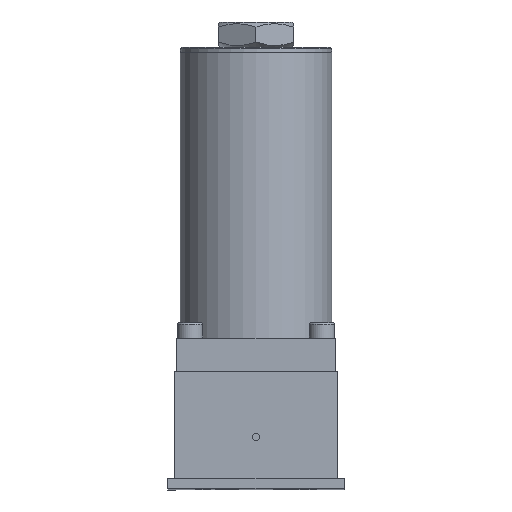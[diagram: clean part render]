
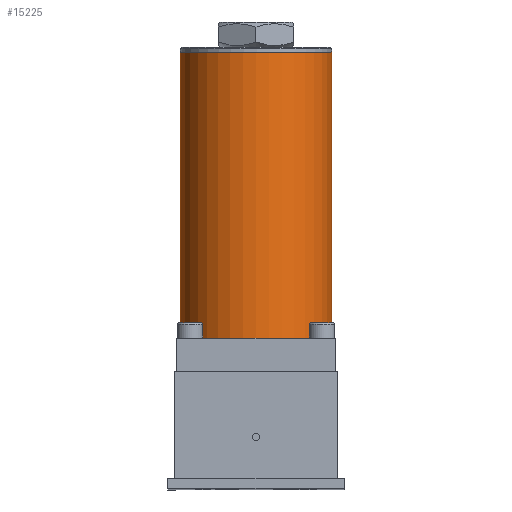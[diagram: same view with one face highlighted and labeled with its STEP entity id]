
A CAD part, top view. The second image highlights one B-rep face of the part: STEP entity #15225.
In plain terms, the highlighted cylindrical face has radius 30.15 mm (diameter 60.3 mm), a full revolution.
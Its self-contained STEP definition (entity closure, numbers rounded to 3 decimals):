
#218=B_SPLINE_CURVE_WITH_KNOTS('',3,(#22745,#22746,#22747,#22748,#22749,
#22750,#22751,#22752,#22753,#22754),.UNSPECIFIED.,.F.,.F.,(4,2,2,2,4),(0.304,
0.382,0.46,0.536,0.611),
 .UNSPECIFIED.);
#219=B_SPLINE_CURVE_WITH_KNOTS('',3,(#22762,#22763,#22764,#22765,#22766,
#22767,#22768,#22769,#22770,#22771),.UNSPECIFIED.,.F.,.F.,(4,2,2,2,4),(0.,
0.076,0.152,0.229,0.307),
 .UNSPECIFIED.);
#220=B_SPLINE_CURVE_WITH_KNOTS('',3,(#22776,#22777,#22778,#22779,#22780,
#22781,#22782,#22783,#22784,#22785),.UNSPECIFIED.,.F.,.F.,(4,2,2,2,4),(0.611,
0.686,0.762,0.84,0.918),
 .UNSPECIFIED.);
#221=B_SPLINE_CURVE_WITH_KNOTS('',3,(#22794,#22795,#22796,#22797,#22798,
#22799,#22800,#22801,#22802,#22803),.UNSPECIFIED.,.F.,.F.,(4,2,2,2,4),(-0.307,
-0.229,-0.151,-0.075,0.),
 .UNSPECIFIED.);
#370=CYLINDRICAL_SURFACE('',#16345,30.15);
#579=FACE_BOUND('',#2774,.T.);
#767=CIRCLE('',#16078,30.15);
#768=CIRCLE('',#16080,30.15);
#905=CIRCLE('',#16343,30.15);
#906=CIRCLE('',#16344,30.15);
#907=CIRCLE('',#16346,30.15);
#1873=FACE_OUTER_BOUND('',#2773,.T.);
#2773=EDGE_LOOP('',(#10460,#10461,#10462,#10463,#10464));
#2774=EDGE_LOOP('',(#10465,#10466,#10467,#10468,#10469,#10470,#10471,#10472));
#3647=LINE('',#22759,#4651);
#3651=LINE('',#22790,#4655);
#3805=LINE('',#23520,#4809);
#4651=VECTOR('',#18040,10.);
#4655=VECTOR('',#18050,10.);
#4809=VECTOR('',#18746,30.15);
#5946=VERTEX_POINT('',#22742);
#5947=VERTEX_POINT('',#22744);
#5948=VERTEX_POINT('',#22757);
#5949=VERTEX_POINT('',#22761);
#5950=VERTEX_POINT('',#22774);
#5951=VERTEX_POINT('',#22775);
#5952=VERTEX_POINT('',#22789);
#5953=VERTEX_POINT('',#22793);
#6149=VERTEX_POINT('',#23513);
#6150=VERTEX_POINT('',#23514);
#6151=VERTEX_POINT('',#23518);
#7468=EDGE_CURVE('',#5947,#5946,#218,.T.);
#7471=EDGE_CURVE('',#5946,#5948,#3647,.T.);
#7472=EDGE_CURVE('',#5948,#5949,#219,.T.);
#7474=EDGE_CURVE('',#5950,#5951,#220,.T.);
#7477=EDGE_CURVE('',#5952,#5950,#3651,.T.);
#7479=EDGE_CURVE('',#5953,#5952,#221,.T.);
#7481=EDGE_CURVE('',#5949,#5953,#767,.T.);
#7482=EDGE_CURVE('',#5951,#5947,#768,.T.);
#7788=EDGE_CURVE('',#6149,#6150,#905,.T.);
#7789=EDGE_CURVE('',#6150,#6149,#906,.T.);
#7790=EDGE_CURVE('',#6151,#6151,#907,.T.);
#7791=EDGE_CURVE('',#6151,#6150,#3805,.T.);
#10460=ORIENTED_EDGE('',*,*,#7790,.F.);
#10461=ORIENTED_EDGE('',*,*,#7791,.T.);
#10462=ORIENTED_EDGE('',*,*,#7788,.F.);
#10463=ORIENTED_EDGE('',*,*,#7789,.F.);
#10464=ORIENTED_EDGE('',*,*,#7791,.F.);
#10465=ORIENTED_EDGE('',*,*,#7474,.T.);
#10466=ORIENTED_EDGE('',*,*,#7482,.T.);
#10467=ORIENTED_EDGE('',*,*,#7468,.T.);
#10468=ORIENTED_EDGE('',*,*,#7471,.T.);
#10469=ORIENTED_EDGE('',*,*,#7472,.T.);
#10470=ORIENTED_EDGE('',*,*,#7481,.T.);
#10471=ORIENTED_EDGE('',*,*,#7479,.T.);
#10472=ORIENTED_EDGE('',*,*,#7477,.T.);
#15225=ADVANCED_FACE('',(#1873,#579),#370,.T.);
#16078=AXIS2_PLACEMENT_3D('',#22806,#18057,#18058);
#16080=AXIS2_PLACEMENT_3D('',#22808,#18061,#18062);
#16343=AXIS2_PLACEMENT_3D('',#23515,#18738,#18739);
#16344=AXIS2_PLACEMENT_3D('',#23516,#18740,#18741);
#16345=AXIS2_PLACEMENT_3D('',#23517,#18742,#18743);
#16346=AXIS2_PLACEMENT_3D('',#23519,#18744,#18745);
#18040=DIRECTION('',(0.,-1.,0.));
#18050=DIRECTION('',(0.,1.,0.));
#18057=DIRECTION('center_axis',(0.,-1.,0.));
#18058=DIRECTION('ref_axis',(1.,0.,0.));
#18061=DIRECTION('center_axis',(0.,1.,0.));
#18062=DIRECTION('ref_axis',(1.,0.,0.));
#18738=DIRECTION('center_axis',(0.,1.,0.));
#18739=DIRECTION('ref_axis',(1.,0.,0.));
#18740=DIRECTION('center_axis',(0.,1.,0.));
#18741=DIRECTION('ref_axis',(1.,0.,0.));
#18742=DIRECTION('center_axis',(0.,-1.,0.));
#18743=DIRECTION('ref_axis',(1.,0.,0.));
#18744=DIRECTION('center_axis',(0.,-1.,0.));
#18745=DIRECTION('ref_axis',(1.,0.,0.));
#18746=DIRECTION('',(0.,1.,0.));
#22742=CARTESIAN_POINT('',(-16.,143.3,93.446));
#22744=CARTESIAN_POINT('',(-14.208,145.3,92.407));
#22745=CARTESIAN_POINT('Ctrl Pts',(-14.208,145.3,92.407));
#22746=CARTESIAN_POINT('Ctrl Pts',(-14.437,145.3,92.53));
#22747=CARTESIAN_POINT('Ctrl Pts',(-14.68,145.249,92.664));
#22748=CARTESIAN_POINT('Ctrl Pts',(-15.125,145.042,92.917));
#22749=CARTESIAN_POINT('Ctrl Pts',(-15.328,144.886,93.036));
#22750=CARTESIAN_POINT('Ctrl Pts',(-15.642,144.529,93.224));
#22751=CARTESIAN_POINT('Ctrl Pts',(-15.776,144.307,93.307));
#22752=CARTESIAN_POINT('Ctrl Pts',(-15.956,143.818,93.418));
#22753=CARTESIAN_POINT('Ctrl Pts',(-16.,143.551,93.446));
#22754=CARTESIAN_POINT('Ctrl Pts',(-16.,143.3,93.446));
#22757=CARTESIAN_POINT('',(-16.,113.3,93.446));
#22759=CARTESIAN_POINT('',(-16.,148.8,93.446));
#22761=CARTESIAN_POINT('',(-14.208,111.3,92.407));
#22762=CARTESIAN_POINT('Ctrl Pts',(-16.,113.3,93.446));
#22763=CARTESIAN_POINT('Ctrl Pts',(-16.,113.047,93.446));
#22764=CARTESIAN_POINT('Ctrl Pts',(-15.955,112.777,93.417));
#22765=CARTESIAN_POINT('Ctrl Pts',(-15.773,112.285,93.304));
#22766=CARTESIAN_POINT('Ctrl Pts',(-15.636,112.061,93.221));
#22767=CARTESIAN_POINT('Ctrl Pts',(-15.32,111.707,93.031));
#22768=CARTESIAN_POINT('Ctrl Pts',(-15.118,111.554,92.913));
#22769=CARTESIAN_POINT('Ctrl Pts',(-14.676,111.35,92.662));
#22770=CARTESIAN_POINT('Ctrl Pts',(-14.435,111.3,92.529));
#22771=CARTESIAN_POINT('Ctrl Pts',(-14.208,111.3,92.407));
#22774=CARTESIAN_POINT('',(16.,143.3,93.446));
#22775=CARTESIAN_POINT('',(14.208,145.3,92.407));
#22776=CARTESIAN_POINT('Ctrl Pts',(16.,143.3,93.446));
#22777=CARTESIAN_POINT('Ctrl Pts',(16.,143.551,93.446));
#22778=CARTESIAN_POINT('Ctrl Pts',(15.956,143.818,93.418));
#22779=CARTESIAN_POINT('Ctrl Pts',(15.776,144.307,93.307));
#22780=CARTESIAN_POINT('Ctrl Pts',(15.642,144.529,93.224));
#22781=CARTESIAN_POINT('Ctrl Pts',(15.328,144.886,93.036));
#22782=CARTESIAN_POINT('Ctrl Pts',(15.125,145.042,92.917));
#22783=CARTESIAN_POINT('Ctrl Pts',(14.68,145.249,92.664));
#22784=CARTESIAN_POINT('Ctrl Pts',(14.437,145.3,92.53));
#22785=CARTESIAN_POINT('Ctrl Pts',(14.208,145.3,92.407));
#22789=CARTESIAN_POINT('',(16.,113.3,93.446));
#22790=CARTESIAN_POINT('',(16.,148.8,93.446));
#22793=CARTESIAN_POINT('',(14.208,111.3,92.407));
#22794=CARTESIAN_POINT('Ctrl Pts',(14.208,111.3,92.407));
#22795=CARTESIAN_POINT('Ctrl Pts',(14.437,111.3,92.53));
#22796=CARTESIAN_POINT('Ctrl Pts',(14.68,111.351,92.664));
#22797=CARTESIAN_POINT('Ctrl Pts',(15.125,111.558,92.917));
#22798=CARTESIAN_POINT('Ctrl Pts',(15.328,111.714,93.036));
#22799=CARTESIAN_POINT('Ctrl Pts',(15.642,112.071,93.224));
#22800=CARTESIAN_POINT('Ctrl Pts',(15.776,112.293,93.307));
#22801=CARTESIAN_POINT('Ctrl Pts',(15.956,112.782,93.418));
#22802=CARTESIAN_POINT('Ctrl Pts',(16.,113.049,93.446));
#22803=CARTESIAN_POINT('Ctrl Pts',(16.,113.3,93.446));
#22806=CARTESIAN_POINT('Origin',(0.,111.3,
119.));
#22808=CARTESIAN_POINT('Origin',(0.,145.3,
119.));
#23513=CARTESIAN_POINT('',(30.15,148.8,119.));
#23514=CARTESIAN_POINT('',(-30.15,148.8,119.));
#23515=CARTESIAN_POINT('Origin',(0.,148.8,
119.));
#23516=CARTESIAN_POINT('Origin',(0.,148.8,
119.));
#23517=CARTESIAN_POINT('Origin',(0.,148.8,
119.));
#23518=CARTESIAN_POINT('',(-30.15,35.3,119.));
#23519=CARTESIAN_POINT('Origin',(0.,35.3,
119.));
#23520=CARTESIAN_POINT('',(-30.15,148.8,119.));
